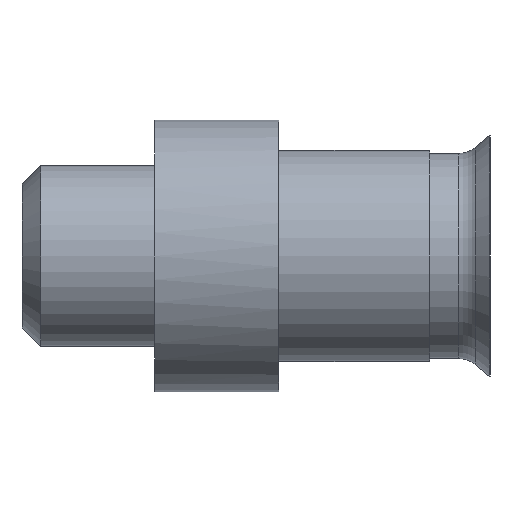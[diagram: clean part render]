
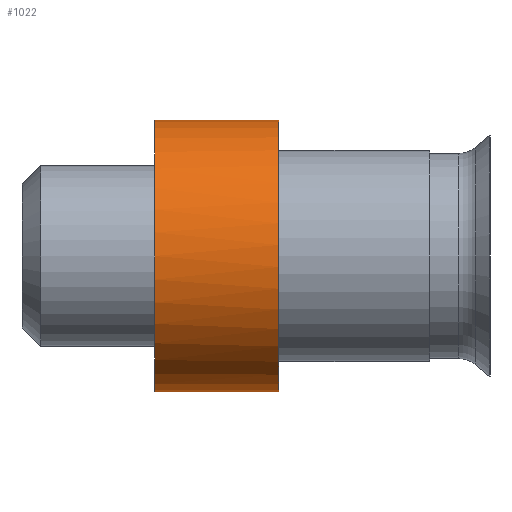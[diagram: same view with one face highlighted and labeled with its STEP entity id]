
A CAD part, left-side view. The second image highlights one B-rep face of the part: STEP entity #1022.
In plain terms, the highlighted cylindrical face has radius 4.5 mm (diameter 9 mm), a full revolution.
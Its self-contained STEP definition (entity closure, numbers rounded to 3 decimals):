
#35=CYLINDRICAL_SURFACE('',#1109,4.5);
#45=CIRCLE('',#1051,4.5);
#65=CIRCLE('',#1084,4.5);
#73=CIRCLE('',#1097,4.5);
#74=CIRCLE('',#1099,4.5);
#79=CIRCLE('',#1108,4.5);
#210=ORIENTED_EDGE('',*,*,#364,.F.);
#211=ORIENTED_EDGE('',*,*,#298,.F.);
#212=ORIENTED_EDGE('',*,*,#365,.F.);
#213=ORIENTED_EDGE('',*,*,#347,.F.);
#214=ORIENTED_EDGE('',*,*,#370,.T.);
#298=EDGE_CURVE('',#393,#394,#45,.T.);
#347=EDGE_CURVE('',#422,#425,#65,.T.);
#364=EDGE_CURVE('',#394,#422,#73,.T.);
#365=EDGE_CURVE('',#425,#393,#74,.T.);
#370=EDGE_CURVE('',#437,#437,#79,.T.);
#393=VERTEX_POINT('',#1405);
#394=VERTEX_POINT('',#1406);
#422=VERTEX_POINT('',#1491);
#425=VERTEX_POINT('',#1499);
#437=VERTEX_POINT('',#1544);
#582=EDGE_LOOP('',(#210,#211,#212,#213));
#583=EDGE_LOOP('',(#214));
#636=FACE_BOUND('',#582,.T.);
#637=FACE_BOUND('',#583,.T.);
#1022=ADVANCED_FACE('',(#636,#637),#35,.T.);
#1051=AXIS2_PLACEMENT_3D('',#1404,#1165,#1166);
#1084=AXIS2_PLACEMENT_3D('',#1498,#1260,#1261);
#1097=AXIS2_PLACEMENT_3D('',#1528,#1295,#1296);
#1099=AXIS2_PLACEMENT_3D('',#1530,#1299,#1300);
#1108=AXIS2_PLACEMENT_3D('',#1543,#1317,#1318);
#1109=AXIS2_PLACEMENT_3D('',#1545,#1319,#1320);
#1165=DIRECTION('',(0.,-1.,0.));
#1166=DIRECTION('',(0.,0.,-1.));
#1260=DIRECTION('',(0.,-1.,0.));
#1261=DIRECTION('',(0.,0.,-1.));
#1295=DIRECTION('',(0.,-1.,0.));
#1296=DIRECTION('',(0.,0.,-1.));
#1299=DIRECTION('',(0.,-1.,0.));
#1300=DIRECTION('',(0.,0.,-1.));
#1317=DIRECTION('',(0.,-1.,0.));
#1318=DIRECTION('',(0.,0.,-1.));
#1319=DIRECTION('',(0.,-1.,0.));
#1320=DIRECTION('',(0.,0.,-1.));
#1404=CARTESIAN_POINT('',(0.,7.,0.));
#1405=CARTESIAN_POINT('',(-2.828,7.,3.5));
#1406=CARTESIAN_POINT('',(-2.828,7.,-3.5));
#1491=CARTESIAN_POINT('',(2.828,7.,-3.5));
#1498=CARTESIAN_POINT('',(0.,7.,0.));
#1499=CARTESIAN_POINT('',(2.828,7.,3.5));
#1528=CARTESIAN_POINT('',(0.,7.,0.));
#1530=CARTESIAN_POINT('',(0.,7.,0.));
#1543=CARTESIAN_POINT('',(0.,11.1,0.));
#1544=CARTESIAN_POINT('',(0.,11.1,-4.5));
#1545=CARTESIAN_POINT('',(0.,7.,0.));
